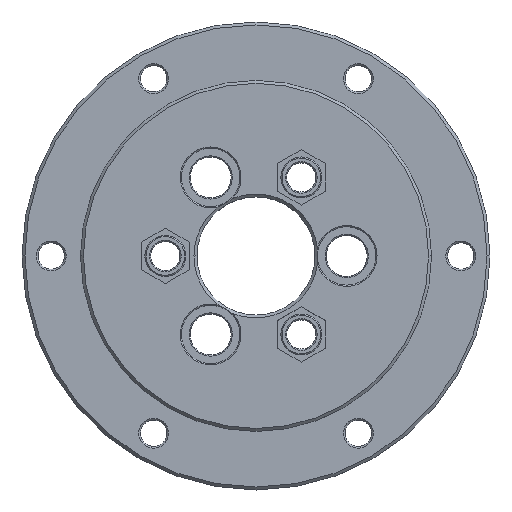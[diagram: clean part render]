
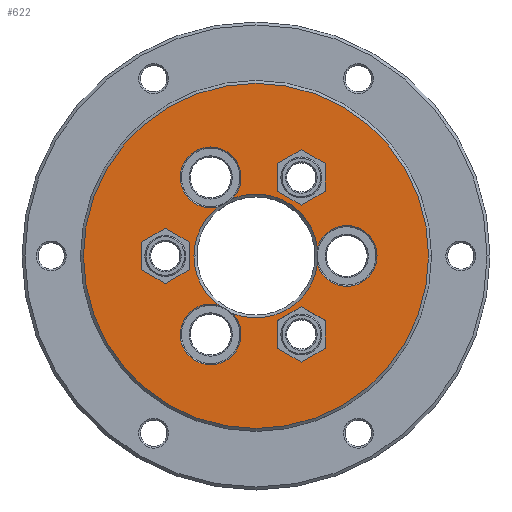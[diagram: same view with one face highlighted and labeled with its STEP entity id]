
A CAD part, top view. The second image highlights one B-rep face of the part: STEP entity #622.
In plain terms, the highlighted planar face has unit normal (0, 0, 1).
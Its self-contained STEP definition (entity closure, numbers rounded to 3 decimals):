
#622=ADVANCED_FACE('',(#1284,#1285,#1286,#1287,#1288),#1289,.T.);
#1284=FACE_BOUND('',#2002,.T.);
#1285=FACE_BOUND('',#2003,.T.);
#1286=FACE_BOUND('',#2004,.T.);
#1287=FACE_BOUND('',#2005,.T.);
#1288=FACE_OUTER_BOUND('',#2006,.T.);
#1289=PLANE('',#2007);
#2002=EDGE_LOOP('',(#3556,#3557,#3558,#3559,#3560,#3561));
#2003=EDGE_LOOP('',(#3562,#3563,#3564,#3565,#3566,#3567));
#2004=EDGE_LOOP('',(#3568,#3569,#3570,#3571,#3572,#3573));
#2005=EDGE_LOOP('',(#3574,#3575,#3576,#3577,#3578,#3579,#3580,#3581,#3582,#3583));
#2006=EDGE_LOOP('',(#3584,#3585));
#2007=AXIS2_PLACEMENT_3D('',#3586,#3587,#3588);
#3556=ORIENTED_EDGE('',*,*,#4488,.T.);
#3557=ORIENTED_EDGE('',*,*,#4508,.T.);
#3558=ORIENTED_EDGE('',*,*,#4504,.T.);
#3559=ORIENTED_EDGE('',*,*,#4500,.T.);
#3560=ORIENTED_EDGE('',*,*,#4496,.T.);
#3561=ORIENTED_EDGE('',*,*,#4492,.T.);
#3562=ORIENTED_EDGE('',*,*,#4514,.T.);
#3563=ORIENTED_EDGE('',*,*,#4534,.T.);
#3564=ORIENTED_EDGE('',*,*,#4530,.T.);
#3565=ORIENTED_EDGE('',*,*,#4526,.T.);
#3566=ORIENTED_EDGE('',*,*,#4522,.T.);
#3567=ORIENTED_EDGE('',*,*,#4518,.T.);
#3568=ORIENTED_EDGE('',*,*,#4540,.T.);
#3569=ORIENTED_EDGE('',*,*,#4560,.T.);
#3570=ORIENTED_EDGE('',*,*,#4556,.T.);
#3571=ORIENTED_EDGE('',*,*,#4552,.T.);
#3572=ORIENTED_EDGE('',*,*,#4548,.T.);
#3573=ORIENTED_EDGE('',*,*,#4544,.T.);
#3574=ORIENTED_EDGE('',*,*,#4564,.T.);
#3575=ORIENTED_EDGE('',*,*,#4280,.T.);
#3576=ORIENTED_EDGE('',*,*,#4259,.F.);
#3577=ORIENTED_EDGE('',*,*,#4577,.F.);
#3578=ORIENTED_EDGE('',*,*,#4580,.T.);
#3579=ORIENTED_EDGE('',*,*,#4255,.T.);
#3580=ORIENTED_EDGE('',*,*,#4575,.F.);
#3581=ORIENTED_EDGE('',*,*,#4590,.T.);
#3582=ORIENTED_EDGE('',*,*,#4236,.T.);
#3583=ORIENTED_EDGE('',*,*,#4262,.F.);
#3584=ORIENTED_EDGE('',*,*,#4130,.T.);
#3585=ORIENTED_EDGE('',*,*,#4645,.T.);
#3586=CARTESIAN_POINT('',(20.05,0.0,8.0));
#3587=DIRECTION('',(0.0,0.0,1.0));
#3588=DIRECTION('',(1.0,0.0,0.0));
#4130=EDGE_CURVE('',#4878,#4882,#4884,.T.);
#4236=EDGE_CURVE('',#5052,#5056,#5058,.T.);
#4255=EDGE_CURVE('',#5084,#5088,#5090,.T.);
#4259=EDGE_CURVE('',#5093,#5095,#5096,.T.);
#4262=EDGE_CURVE('',#5099,#5056,#5101,.T.);
#4280=EDGE_CURVE('',#5127,#5095,#5130,.T.);
#4488=EDGE_CURVE('',#5419,#5417,#5420,.T.);
#4492=EDGE_CURVE('',#5425,#5419,#5426,.T.);
#4496=EDGE_CURVE('',#5431,#5425,#5432,.T.);
#4500=EDGE_CURVE('',#5437,#5431,#5438,.T.);
#4504=EDGE_CURVE('',#5443,#5437,#5444,.T.);
#4508=EDGE_CURVE('',#5417,#5443,#5448,.T.);
#4514=EDGE_CURVE('',#5457,#5455,#5458,.T.);
#4518=EDGE_CURVE('',#5463,#5457,#5464,.T.);
#4522=EDGE_CURVE('',#5469,#5463,#5470,.T.);
#4526=EDGE_CURVE('',#5475,#5469,#5476,.T.);
#4530=EDGE_CURVE('',#5481,#5475,#5482,.T.);
#4534=EDGE_CURVE('',#5455,#5481,#5486,.T.);
#4540=EDGE_CURVE('',#5495,#5493,#5496,.T.);
#4544=EDGE_CURVE('',#5501,#5495,#5502,.T.);
#4548=EDGE_CURVE('',#5507,#5501,#5508,.T.);
#4552=EDGE_CURVE('',#5513,#5507,#5514,.T.);
#4556=EDGE_CURVE('',#5519,#5513,#5520,.T.);
#4560=EDGE_CURVE('',#5493,#5519,#5524,.T.);
#4564=EDGE_CURVE('',#5099,#5127,#5528,.T.);
#4575=EDGE_CURVE('',#5538,#5088,#5540,.T.);
#4577=EDGE_CURVE('',#5541,#5093,#5543,.T.);
#4580=EDGE_CURVE('',#5541,#5084,#5546,.T.);
#4590=EDGE_CURVE('',#5538,#5052,#5556,.T.);
#4645=EDGE_CURVE('',#4882,#4878,#5613,.T.);
#4878=VERTEX_POINT('',#5922);
#4882=VERTEX_POINT('',#5927);
#4884=CIRCLE('',#5930,29.5);
#5052=VERTEX_POINT('',#6176);
#5056=VERTEX_POINT('',#6182);
#5058=CIRCLE('',#6193,5.2);
#5084=VERTEX_POINT('',#6225);
#5088=VERTEX_POINT('',#6231);
#5090=CIRCLE('',#6242,5.2);
#5093=VERTEX_POINT('',#6246);
#5095=VERTEX_POINT('',#6249);
#5096=CIRCLE('',#6250,10.6);
#5099=VERTEX_POINT('',#6262);
#5101=CIRCLE('',#6273,10.6);
#5127=VERTEX_POINT('',#6305);
#5130=CIRCLE('',#6310,5.2);
#5417=VERTEX_POINT('',#6688);
#5419=VERTEX_POINT('',#6691);
#5420=LINE('',#6692,#6693);
#5425=VERTEX_POINT('',#6700);
#5426=LINE('',#6701,#6702);
#5431=VERTEX_POINT('',#6709);
#5432=LINE('',#6710,#6711);
#5437=VERTEX_POINT('',#6718);
#5438=LINE('',#6719,#6720);
#5443=VERTEX_POINT('',#6727);
#5444=LINE('',#6728,#6729);
#5448=LINE('',#6735,#6736);
#5455=VERTEX_POINT('',#6744);
#5457=VERTEX_POINT('',#6747);
#5458=LINE('',#6748,#6749);
#5463=VERTEX_POINT('',#6756);
#5464=LINE('',#6757,#6758);
#5469=VERTEX_POINT('',#6765);
#5470=LINE('',#6766,#6767);
#5475=VERTEX_POINT('',#6774);
#5476=LINE('',#6775,#6776);
#5481=VERTEX_POINT('',#6783);
#5482=LINE('',#6784,#6785);
#5486=LINE('',#6791,#6792);
#5493=VERTEX_POINT('',#6800);
#5495=VERTEX_POINT('',#6803);
#5496=LINE('',#6804,#6805);
#5501=VERTEX_POINT('',#6812);
#5502=LINE('',#6813,#6814);
#5507=VERTEX_POINT('',#6821);
#5508=LINE('',#6822,#6823);
#5513=VERTEX_POINT('',#6830);
#5514=LINE('',#6831,#6832);
#5519=VERTEX_POINT('',#6839);
#5520=LINE('',#6840,#6841);
#5524=LINE('',#6847,#6848);
#5528=CIRCLE('',#6852,5.2);
#5538=VERTEX_POINT('',#6862);
#5540=CIRCLE('',#6873,10.6);
#5541=VERTEX_POINT('',#6874);
#5543=CIRCLE('',#6885,10.6);
#5546=CIRCLE('',#6888,5.2);
#5556=CIRCLE('',#6898,5.2);
#5613=CIRCLE('',#6973,29.5);
#5922=CARTESIAN_POINT('',(29.5,0.0,8.0));
#5927=CARTESIAN_POINT('',(-29.5,0.,8.0));
#5930=AXIS2_PLACEMENT_3D('',#7305,#7306,#7307);
#6176=CARTESIAN_POINT('',(20.7,0.,8.0));
#6182=CARTESIAN_POINT('',(10.502,-1.436,8.0));
#6193=AXIS2_PLACEMENT_3D('',#7454,#7455,#7456);
#6225=CARTESIAN_POINT('',(-10.35,17.927,8.0));
#6231=CARTESIAN_POINT('',(-4.007,9.813,8.0));
#6242=AXIS2_PLACEMENT_3D('',#7480,#7481,#7482);
#6246=CARTESIAN_POINT('',(-10.6,0.,8.0));
#6249=CARTESIAN_POINT('',(-6.495,-8.377,8.0));
#6250=AXIS2_PLACEMENT_3D('',#7485,#7486,#7487);
#6262=CARTESIAN_POINT('',(-4.007,-9.813,8.0));
#6273=AXIS2_PLACEMENT_3D('',#7488,#7489,#7490);
#6305=CARTESIAN_POINT('',(-10.35,-17.927,8.0));
#6310=AXIS2_PLACEMENT_3D('',#7514,#7515,#7516);
#6688=CARTESIAN_POINT('',(11.85,15.791,8.0));
#6691=CARTESIAN_POINT('',(7.75,18.158,8.0));
#6692=CARTESIAN_POINT('',(17.319,12.633,8.0));
#6693=VECTOR('',#7762,1.0);
#6700=CARTESIAN_POINT('',(3.65,15.791,8.0));
#6701=CARTESIAN_POINT('',(7.406,17.959,8.0));
#6702=VECTOR('',#7765,1.0);
#6709=CARTESIAN_POINT('',(3.65,11.056,8.0));
#6710=CARTESIAN_POINT('',(3.65,6.712,8.0));
#6711=VECTOR('',#7768,1.0);
#6718=CARTESIAN_POINT('',(7.75,8.689,8.0));
#6719=CARTESIAN_POINT('',(13.219,5.532,8.0));
#6720=VECTOR('',#7771,1.0);
#6727=CARTESIAN_POINT('',(11.85,11.056,8.0));
#6728=CARTESIAN_POINT('',(11.506,10.858,8.0));
#6729=VECTOR('',#7774,1.0);
#6735=CARTESIAN_POINT('',(11.85,7.303,8.0));
#6736=VECTOR('',#7777,1.0);
#6744=CARTESIAN_POINT('',(7.75,-18.158,8.0));
#6747=CARTESIAN_POINT('',(11.85,-15.791,8.0));
#6748=CARTESIAN_POINT('',(17.319,-12.633,8.0));
#6749=VECTOR('',#7783,1.0);
#6756=CARTESIAN_POINT('',(11.85,-11.056,8.0));
#6757=CARTESIAN_POINT('',(11.85,-6.712,8.0));
#6758=VECTOR('',#7786,1.0);
#6765=CARTESIAN_POINT('',(7.75,-8.689,8.0));
#6766=CARTESIAN_POINT('',(11.506,-10.858,8.0));
#6767=VECTOR('',#7789,1.0);
#6774=CARTESIAN_POINT('',(3.65,-11.056,8.0));
#6775=CARTESIAN_POINT('',(13.219,-5.532,8.0));
#6776=VECTOR('',#7792,1.0);
#6783=CARTESIAN_POINT('',(3.65,-15.791,8.0));
#6784=CARTESIAN_POINT('',(3.65,-6.712,8.0));
#6785=VECTOR('',#7795,1.0);
#6791=CARTESIAN_POINT('',(7.919,-18.255,8.0));
#6792=VECTOR('',#7798,1.0);
#6800=CARTESIAN_POINT('',(-19.6,2.367,8.0));
#6803=CARTESIAN_POINT('',(-19.6,-2.367,8.0));
#6804=CARTESIAN_POINT('',(-19.6,0.,8.0));
#6805=VECTOR('',#7804,1.0);
#6812=CARTESIAN_POINT('',(-15.5,-4.734,8.0));
#6813=CARTESIAN_POINT('',(-4.219,-11.248,8.0));
#6814=VECTOR('',#7807,1.0);
#6821=CARTESIAN_POINT('',(-11.4,-2.367,8.0));
#6822=CARTESIAN_POINT('',(-0.119,4.146,8.0));
#6823=VECTOR('',#7810,1.0);
#6830=CARTESIAN_POINT('',(-11.4,2.367,8.0));
#6831=CARTESIAN_POINT('',(-11.4,0.,8.0));
#6832=VECTOR('',#7813,1.0);
#6839=CARTESIAN_POINT('',(-15.5,4.734,8.0));
#6840=CARTESIAN_POINT('',(-0.119,-4.146,8.0));
#6841=VECTOR('',#7816,1.0);
#6847=CARTESIAN_POINT('',(-4.731,10.952,8.0));
#6848=VECTOR('',#7819,1.0);
#6852=AXIS2_PLACEMENT_3D('',#7823,#7824,#7825);
#6862=CARTESIAN_POINT('',(10.502,1.436,8.0));
#6873=AXIS2_PLACEMENT_3D('',#7838,#7839,#7840);
#6874=CARTESIAN_POINT('',(-6.495,8.377,8.0));
#6885=AXIS2_PLACEMENT_3D('',#7841,#7842,#7843);
#6888=AXIS2_PLACEMENT_3D('',#7847,#7848,#7849);
#6898=AXIS2_PLACEMENT_3D('',#7862,#7863,#7864);
#6973=AXIS2_PLACEMENT_3D('',#7940,#7941,#7942);
#7305=CARTESIAN_POINT('',(0.0,0.0,8.0));
#7306=DIRECTION('',(0.0,0.0,1.0));
#7307=DIRECTION('',(1.0,0.0,0.0));
#7454=CARTESIAN_POINT('',(15.5,0.0,8.0));
#7455=DIRECTION('',(0.0,0.0,-1.0));
#7456=DIRECTION('',(1.0,0.0,0.0));
#7480=CARTESIAN_POINT('',(-7.75,13.423,8.0));
#7481=DIRECTION('',(-0.0,0.0,-1.0));
#7482=DIRECTION('',(-0.5,0.866,0.0));
#7485=CARTESIAN_POINT('',(0.0,0.0,8.0));
#7486=DIRECTION('',(0.0,0.0,1.0));
#7487=DIRECTION('',(1.0,0.0,0.0));
#7488=CARTESIAN_POINT('',(0.0,0.0,8.0));
#7489=DIRECTION('',(0.0,0.0,1.0));
#7490=DIRECTION('',(1.0,0.0,0.0));
#7514=CARTESIAN_POINT('',(-7.75,-13.423,8.0));
#7515=DIRECTION('',(-0.0,0.0,-1.0));
#7516=DIRECTION('',(-0.5,-0.866,0.0));
#7762=DIRECTION('',(0.866,-0.5,0.0));
#7765=DIRECTION('',(0.866,0.5,-0.0));
#7768=DIRECTION('',(0.0,1.0,0.0));
#7771=DIRECTION('',(-0.866,0.5,0.0));
#7774=DIRECTION('',(-0.866,-0.5,0.0));
#7777=DIRECTION('',(0.0,-1.0,0.0));
#7783=DIRECTION('',(-0.866,-0.5,0.0));
#7786=DIRECTION('',(0.,-1.0,0.0));
#7789=DIRECTION('',(0.866,-0.5,0.0));
#7792=DIRECTION('',(0.866,0.5,-0.0));
#7795=DIRECTION('',(0.,1.0,0.0));
#7798=DIRECTION('',(-0.866,0.5,0.0));
#7804=DIRECTION('',(0.,1.0,-0.0));
#7807=DIRECTION('',(-0.866,0.5,0.0));
#7810=DIRECTION('',(-0.866,-0.5,0.0));
#7813=DIRECTION('',(0.,-1.0,0.0));
#7816=DIRECTION('',(0.866,-0.5,0.0));
#7819=DIRECTION('',(0.866,0.5,-0.0));
#7823=CARTESIAN_POINT('',(-7.75,-13.423,8.0));
#7824=DIRECTION('',(-0.0,0.0,-1.0));
#7825=DIRECTION('',(-0.5,-0.866,0.0));
#7838=CARTESIAN_POINT('',(0.0,0.0,8.0));
#7839=DIRECTION('',(0.0,0.0,1.0));
#7840=DIRECTION('',(1.0,0.0,0.0));
#7841=CARTESIAN_POINT('',(0.0,0.0,8.0));
#7842=DIRECTION('',(0.0,0.0,1.0));
#7843=DIRECTION('',(1.0,0.0,0.0));
#7847=CARTESIAN_POINT('',(-7.75,13.423,8.0));
#7848=DIRECTION('',(-0.0,0.0,-1.0));
#7849=DIRECTION('',(-0.5,0.866,0.0));
#7862=CARTESIAN_POINT('',(15.5,0.0,8.0));
#7863=DIRECTION('',(0.0,0.0,-1.0));
#7864=DIRECTION('',(1.0,0.0,0.0));
#7940=CARTESIAN_POINT('',(0.0,0.0,8.0));
#7941=DIRECTION('',(0.0,0.0,1.0));
#7942=DIRECTION('',(1.0,0.0,0.0));
